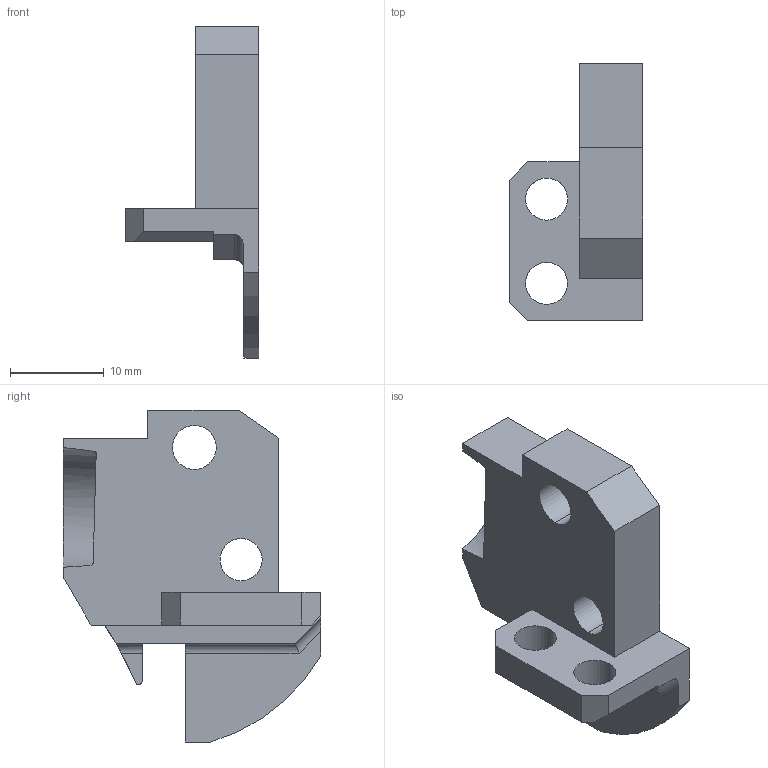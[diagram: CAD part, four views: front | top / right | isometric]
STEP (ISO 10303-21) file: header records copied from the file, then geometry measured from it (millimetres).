
FILE_DESCRIPTION(/* description */ (''),/* implementation_level */ '2;1');
FILE_NAME(/* name */ 'GYM20LA-D10.stp',/* time_stamp */ '2021-04-02T17:54:41+09:00',/* author */ (''),/* organization */ (''),/* preprocessor_version */ 'ST-DEVELOPER v16',/* originating_system */ 'SIEMENS PLM Software NX 10.0',/* authorisation */ '');
FILE_SCHEMA (('AUTOMOTIVE_DESIGN { 1 0 10303 214 3 1 1 1 }'));
Length unit declared in the file: millimetre
Products named in the file (1): GYM20LA-D10
Bounding box: 14.3 x 27.5 x 35.5 mm (x, y, z)
Volume: 3573.4 mm3; surface area: 2551.5 mm2
Topology: 1 solids, 1 shells, 52 faces, 151 edges, 104 vertices
Faces by surface type: plane 32, cylinder 18, cone 1, torus 1
Entity records: 1866 total; most frequent: CARTESIAN_POINT 367, DIRECTION 304, ORIENTED_EDGE 302, EDGE_CURVE 151, LINE 102, VECTOR 102, VERTEX_POINT 101, AXIS2_PLACEMENT_3D 101
